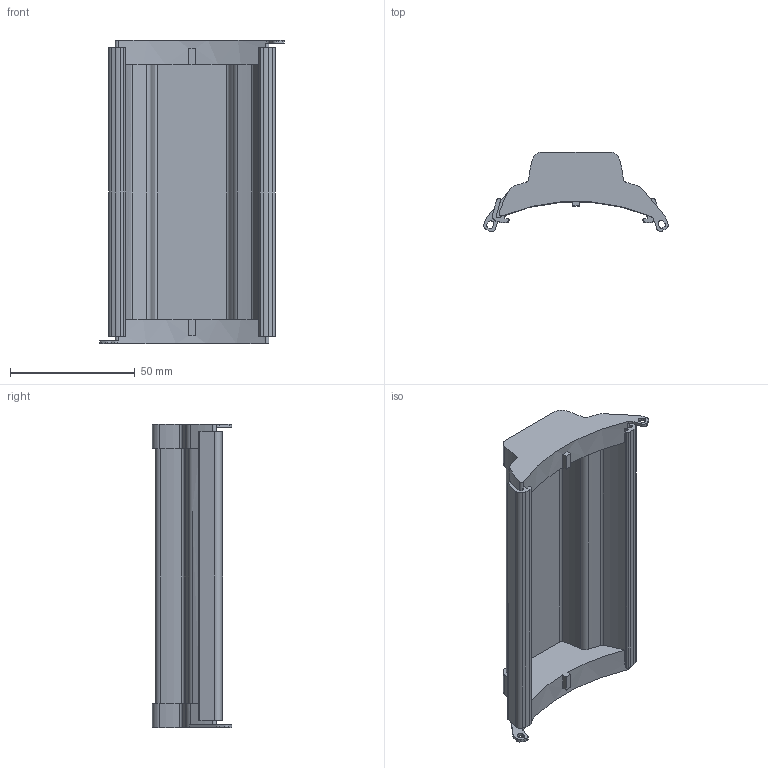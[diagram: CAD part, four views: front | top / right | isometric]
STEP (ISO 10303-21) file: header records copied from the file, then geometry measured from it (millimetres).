
FILE_DESCRIPTION(('SolidDesigner STEP Export'),'2;1');
FILE_NAME('3069948_FBP_3_11_TR-select.stp','2016-03-08T14:06:12',(''),(''),'Creo Elements/Direct Modeling STEP processor for AP214 (Solid Model)','Creo Elements/Direct Modeling 18.1 06-May-2012 (C) Parametric Technology GmbH','');
FILE_SCHEMA(('AUTOMOTIVE_DESIGN { 1 0 10303 214 1 1 1 1 }'));
Length unit declared in the file: millimetre
Products named in the file (2): 3069948_FBP_3_11_TR-select
Assembly tree (1 placements, depth 2):
  3069948_FBP_3_11_TR-select
    3069948_FBP_3_11_TR-select
Bounding box: 74.08 x 31.8 x 122.05 mm (x, y, z)
Volume: 38167.7 mm3; surface area: 32458.7 mm2
Topology: 1 solids, 1 shells, 156 faces, 466 edges, 312 vertices
Faces by surface type: cylinder 102, plane 54
Entity records: 6717 total; most frequent: CARTESIAN_POINT 1006, DIRECTION 996, ORIENTED_EDGE 932, EDGE_CURVE 466, AXIS2_PLACEMENT_3D 383, VERTEX_POINT 312, VECTOR 230, LINE 230
